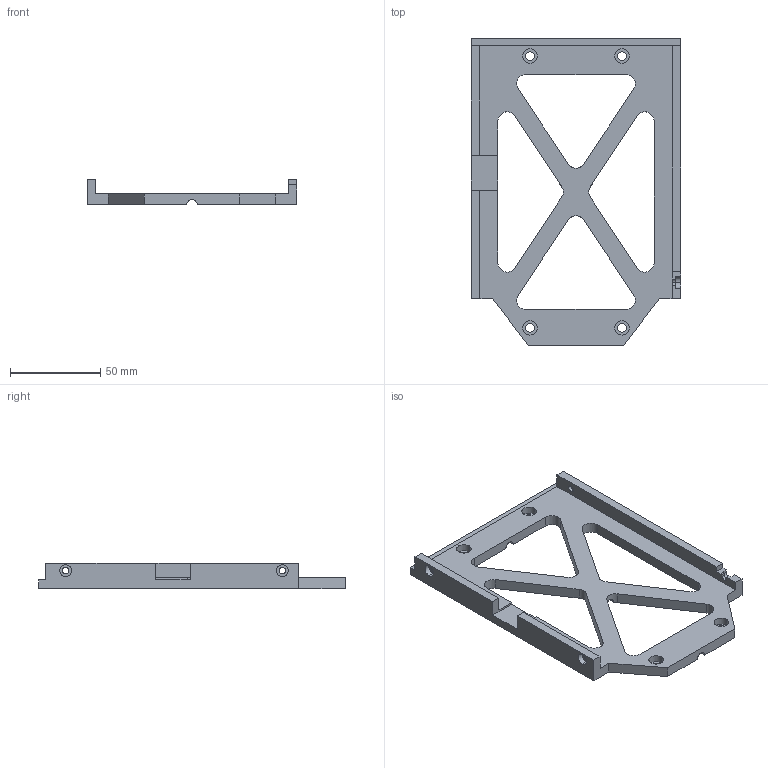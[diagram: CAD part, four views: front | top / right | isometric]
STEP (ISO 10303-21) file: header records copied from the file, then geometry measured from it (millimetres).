
FILE_DESCRIPTION (( 'STEP AP203' ), '1' );
FILE_NAME ('power supply adapter (PROFESSIONAL).STEP', '2019-01-01T17:56:46', ( '' ), ( '' ), 'SwSTEP 2.0', 'SolidWorks 2018', '' );
FILE_SCHEMA (( 'CONFIG_CONTROL_DESIGN' ));
Length unit declared in the file: millimetre
Products named in the file (1): power supply adapter (PROFESSIONAL)
Bounding box: 116 x 170 x 14 mm (x, y, z)
Volume: 70204.2 mm3; surface area: 34149.3 mm2
Topology: 1 solids, 1 shells, 99 faces, 279 edges, 186 vertices
Faces by surface type: cylinder 50, plane 49
Entity records: 3412 total; most frequent: CARTESIAN_POINT 627, DIRECTION 577, ORIENTED_EDGE 558, EDGE_CURVE 279, AXIS2_PLACEMENT_3D 200, VERTEX_POINT 186, LINE 177, VECTOR 177
